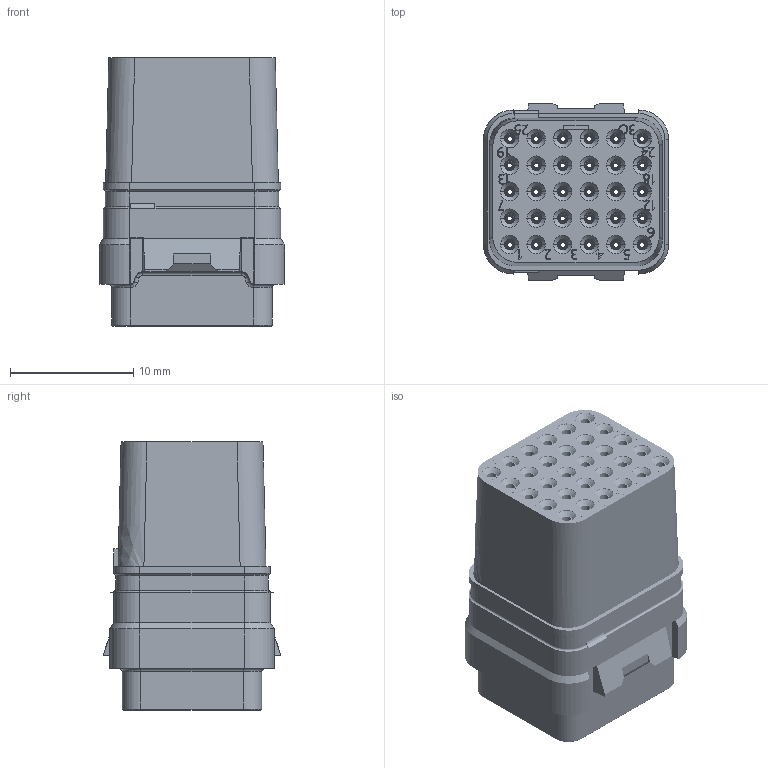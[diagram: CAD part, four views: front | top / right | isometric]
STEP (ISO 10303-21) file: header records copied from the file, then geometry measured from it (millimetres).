
FILE_DESCRIPTION((''),'2;1');
FILE_NAME('SIMM3023SN','2019-12-02T',('presta_be4'),(''),'CREO PARAMETRIC BY PTC INC, 2018360','CREO PARAMETRIC BY PTC INC, 2018360','');
FILE_SCHEMA(('CONFIG_CONTROL_DESIGN'));
Products named in the file (1): SIMM3023SN
Bounding box: 15 x 14.3 x 21.77 mm (x, y, z)
Volume: 2455.8 mm3; surface area: 4575.1 mm2
Topology: 1 solids, 1 shells, 3053 faces, 6975 edges, 4133 vertices
Faces by surface type: cylinder 712, extrusion 560, plane 549, torus 501, cone 484, bspline 247
Entity records: 90365 total; most frequent: CARTESIAN_POINT 22519, DIRECTION 14052, ORIENTED_EDGE 13950, EDGE_CURVE 6975, AXIS2_PLACEMENT_3D 5416, VERTEX_POINT 4133, EDGE_LOOP 3328, VECTOR 3220
